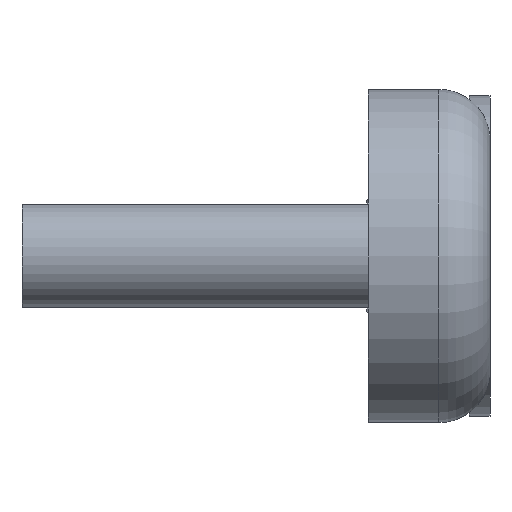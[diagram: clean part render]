
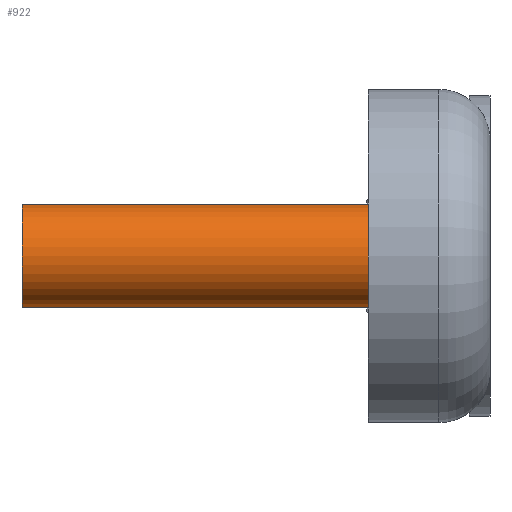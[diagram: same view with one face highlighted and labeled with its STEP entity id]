
A CAD part, left-side view. The second image highlights one B-rep face of the part: STEP entity #922.
In plain terms, the highlighted cylindrical face has radius 4 mm (diameter 8 mm), a partial arc.
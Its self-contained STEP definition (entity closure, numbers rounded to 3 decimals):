
#2 = VERTEX_POINT ( 'NONE', #795 ) ;
#34 = CARTESIAN_POINT ( 'NONE',  ( 0., 36.5, 4. ) ) ;
#61 = VERTEX_POINT ( 'NONE', #34 ) ;
#80 = DIRECTION ( 'NONE',  ( 0., -1., 0. ) ) ;
#91 = VERTEX_POINT ( 'NONE', #547 ) ;
#101 = VECTOR ( 'NONE', #195, 1000. ) ;
#195 = DIRECTION ( 'NONE',  ( 0., -1., 0. ) ) ;
#223 = EDGE_CURVE ( 'NONE', #61, #91, #945, .T. ) ;
#292 = FACE_OUTER_BOUND ( 'NONE', #578, .T. ) ;
#359 = LINE ( 'NONE', #739, #101 ) ;
#386 = DIRECTION ( 'NONE',  ( 0., 0., -1. ) ) ;
#395 = EDGE_CURVE ( 'NONE', #91, #2, #708, .T. ) ;
#412 = DIRECTION ( 'NONE',  ( 0., -1., 0. ) ) ;
#439 = CARTESIAN_POINT ( 'NONE',  ( 0., 36.5, -4. ) ) ;
#459 = ORIENTED_EDGE ( 'NONE', *, *, #955, .T. ) ;
#479 = DIRECTION ( 'NONE',  ( 0., 0., -1. ) ) ;
#490 = EDGE_CURVE ( 'NONE', #61, #712, #1016, .T. ) ;
#522 = DIRECTION ( 'NONE',  ( 0., -1., 0. ) ) ;
#547 = CARTESIAN_POINT ( 'NONE',  ( 0., 9.5, 4. ) ) ;
#569 = AXIS2_PLACEMENT_3D ( 'NONE', #715, #522, #786 ) ;
#578 = EDGE_LOOP ( 'NONE', ( #960, #1159, #459, #827 ) ) ;
#649 = CARTESIAN_POINT ( 'NONE',  ( 0., 0., 4. ) ) ;
#708 = CIRCLE ( 'NONE', #1109, 4. ) ;
#712 = VERTEX_POINT ( 'NONE', #439 ) ;
#715 = CARTESIAN_POINT ( 'NONE',  ( 0., 36.5, 0. ) ) ;
#739 = CARTESIAN_POINT ( 'NONE',  ( 0., 0., -4. ) ) ;
#749 = CARTESIAN_POINT ( 'NONE',  ( 0., 0., 0. ) ) ;
#786 = DIRECTION ( 'NONE',  ( 0., 0., -1. ) ) ;
#795 = CARTESIAN_POINT ( 'NONE',  ( 0., 9.5, -4. ) ) ;
#827 = ORIENTED_EDGE ( 'NONE', *, *, #395, .F. ) ;
#876 = CARTESIAN_POINT ( 'NONE',  ( 0., 9.5, 0. ) ) ;
#901 = AXIS2_PLACEMENT_3D ( 'NONE', #749, #80, #386 ) ;
#922 = ADVANCED_FACE ( 'NONE', ( #292 ), #1213, .T. ) ;
#945 = LINE ( 'NONE', #649, #1001 ) ;
#955 = EDGE_CURVE ( 'NONE', #712, #2, #359, .T. ) ;
#960 = ORIENTED_EDGE ( 'NONE', *, *, #223, .F. ) ;
#1001 = VECTOR ( 'NONE', #1027, 1000. ) ;
#1016 = CIRCLE ( 'NONE', #569, 4. ) ;
#1027 = DIRECTION ( 'NONE',  ( 0., -1., 0. ) ) ;
#1109 = AXIS2_PLACEMENT_3D ( 'NONE', #876, #412, #479 ) ;
#1159 = ORIENTED_EDGE ( 'NONE', *, *, #490, .T. ) ;
#1213 = CYLINDRICAL_SURFACE ( 'NONE', #901, 4. ) ;
